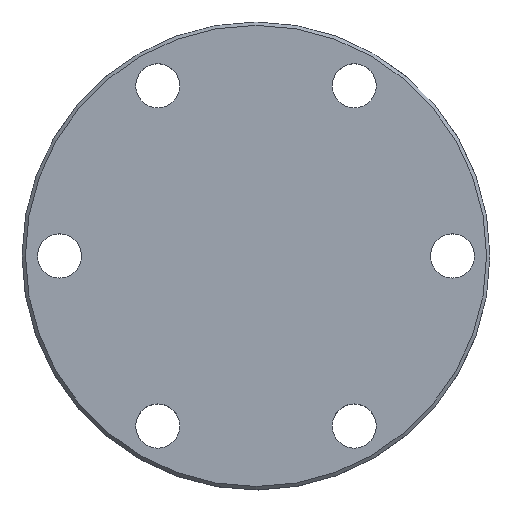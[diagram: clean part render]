
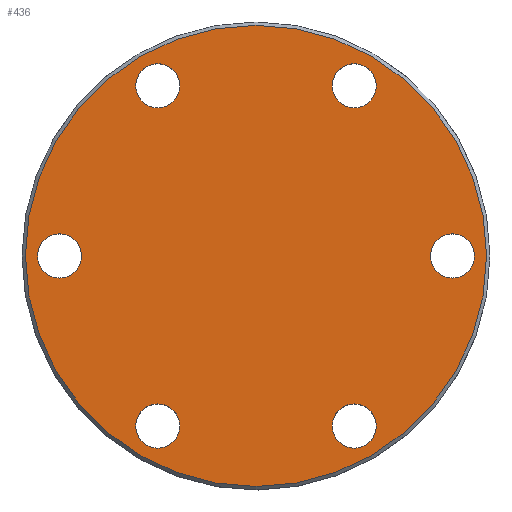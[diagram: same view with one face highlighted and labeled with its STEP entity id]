
A CAD part, top view. The second image highlights one B-rep face of the part: STEP entity #436.
In plain terms, the highlighted planar face has unit normal (0, 0, 1).
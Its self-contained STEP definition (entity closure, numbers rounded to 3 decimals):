
#20=FACE_BOUND('',#133,.T.);
#21=FACE_BOUND('',#134,.T.);
#22=FACE_BOUND('',#135,.T.);
#23=FACE_BOUND('',#136,.T.);
#24=FACE_BOUND('',#137,.T.);
#25=FACE_BOUND('',#138,.T.);
#28=PLANE('',#516);
#104=FACE_OUTER_BOUND('',#132,.T.);
#132=EDGE_LOOP('',(#373));
#133=EDGE_LOOP('',(#374));
#134=EDGE_LOOP('',(#375));
#135=EDGE_LOOP('',(#376));
#136=EDGE_LOOP('',(#377));
#137=EDGE_LOOP('',(#378));
#138=EDGE_LOOP('',(#379));
#147=CIRCLE('',#470,3.3);
#149=CIRCLE('',#473,3.3);
#151=CIRCLE('',#476,3.3);
#153=CIRCLE('',#479,3.3);
#155=CIRCLE('',#482,3.3);
#157=CIRCLE('',#485,3.3);
#170=CIRCLE('',#503,34.45);
#181=VERTEX_POINT('',#664);
#183=VERTEX_POINT('',#670);
#185=VERTEX_POINT('',#676);
#187=VERTEX_POINT('',#682);
#189=VERTEX_POINT('',#688);
#191=VERTEX_POINT('',#694);
#206=VERTEX_POINT('',#759);
#221=EDGE_CURVE('',#181,#181,#147,.T.);
#224=EDGE_CURVE('',#183,#183,#149,.T.);
#227=EDGE_CURVE('',#185,#185,#151,.T.);
#230=EDGE_CURVE('',#187,#187,#153,.T.);
#233=EDGE_CURVE('',#189,#189,#155,.T.);
#236=EDGE_CURVE('',#191,#191,#157,.T.);
#256=EDGE_CURVE('',#206,#206,#170,.T.);
#373=ORIENTED_EDGE('',*,*,#256,.T.);
#374=ORIENTED_EDGE('',*,*,#221,.F.);
#375=ORIENTED_EDGE('',*,*,#224,.F.);
#376=ORIENTED_EDGE('',*,*,#227,.F.);
#377=ORIENTED_EDGE('',*,*,#230,.F.);
#378=ORIENTED_EDGE('',*,*,#233,.F.);
#379=ORIENTED_EDGE('',*,*,#236,.F.);
#436=ADVANCED_FACE('',(#104,#20,#21,#22,#23,#24,#25),#28,.T.);
#470=AXIS2_PLACEMENT_3D('',#665,#536,#537);
#473=AXIS2_PLACEMENT_3D('',#671,#543,#544);
#476=AXIS2_PLACEMENT_3D('',#677,#550,#551);
#479=AXIS2_PLACEMENT_3D('',#683,#557,#558);
#482=AXIS2_PLACEMENT_3D('',#689,#564,#565);
#485=AXIS2_PLACEMENT_3D('',#695,#571,#572);
#503=AXIS2_PLACEMENT_3D('',#761,#612,#613);
#516=AXIS2_PLACEMENT_3D('',#833,#644,#645);
#536=DIRECTION('center_axis',(0.,0.,1.));
#537=DIRECTION('ref_axis',(1.,0.,0.));
#543=DIRECTION('center_axis',(0.,0.,1.));
#544=DIRECTION('ref_axis',(1.,0.,0.));
#550=DIRECTION('center_axis',(0.,0.,1.));
#551=DIRECTION('ref_axis',(1.,0.,0.));
#557=DIRECTION('center_axis',(0.,0.,1.));
#558=DIRECTION('ref_axis',(1.,0.,0.));
#564=DIRECTION('center_axis',(0.,0.,1.));
#565=DIRECTION('ref_axis',(1.,0.,0.));
#571=DIRECTION('center_axis',(0.,0.,1.));
#572=DIRECTION('ref_axis',(1.,0.,0.));
#612=DIRECTION('center_axis',(0.,0.,1.));
#613=DIRECTION('ref_axis',(1.,0.,0.));
#644=DIRECTION('center_axis',(0.,0.,1.));
#645=DIRECTION('ref_axis',(1.,0.,0.));
#664=CARTESIAN_POINT('',(11.375,-25.418,12.7));
#665=CARTESIAN_POINT('Origin',(14.675,-25.418,12.7));
#670=CARTESIAN_POINT('',(-17.975,-25.418,12.7));
#671=CARTESIAN_POINT('Origin',(-14.675,-25.418,12.7));
#676=CARTESIAN_POINT('',(-32.65,0.,12.7));
#677=CARTESIAN_POINT('Origin',(-29.35,0.,12.7));
#682=CARTESIAN_POINT('',(-17.975,25.418,12.7));
#683=CARTESIAN_POINT('Origin',(-14.675,25.418,12.7));
#688=CARTESIAN_POINT('',(11.375,25.418,12.7));
#689=CARTESIAN_POINT('Origin',(14.675,25.418,12.7));
#694=CARTESIAN_POINT('',(26.05,0.,12.7));
#695=CARTESIAN_POINT('Origin',(29.35,0.,12.7));
#759=CARTESIAN_POINT('',(-34.45,0.,12.7));
#761=CARTESIAN_POINT('Origin',(0.,0.,12.7));
#833=CARTESIAN_POINT('Origin',(34.95,0.,12.7));
